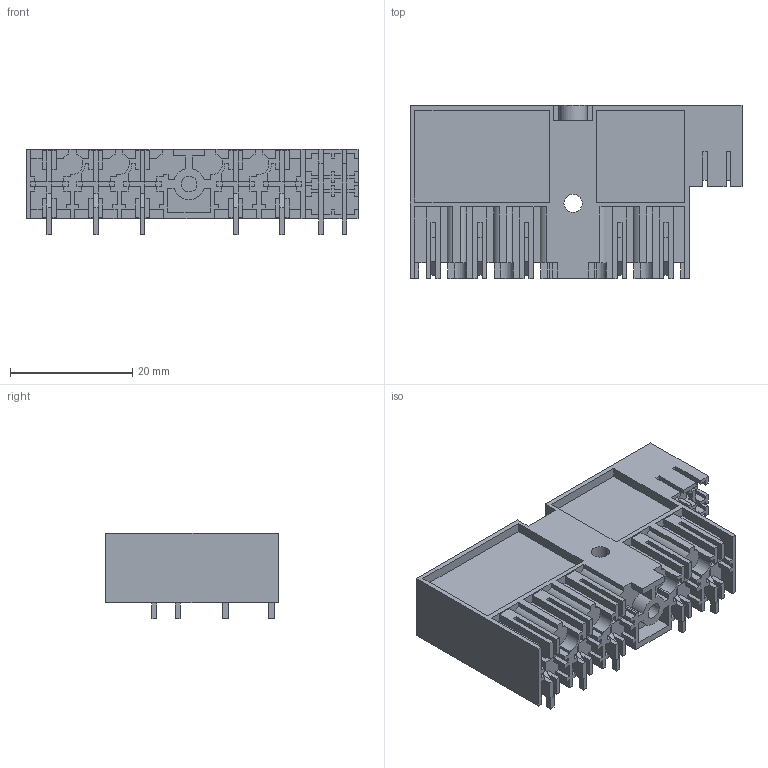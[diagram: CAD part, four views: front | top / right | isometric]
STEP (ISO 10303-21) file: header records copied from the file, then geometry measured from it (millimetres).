
FILE_DESCRIPTION(('CATIA V5 STEP Exchange','CAx-IF Rec.Pracs.--- Model Styling and Organization---1.5--- 2016-08-15','CAx-IF Rec.Pracs.---Supplemental Geometry---1.0---2011-11-01','CAx-IF Rec.Pracs.--- Composite Materials ---1.1---2010-07-15'),'2;1');
FILE_NAME ('455186-1_3', '2024-10-16T12:47:30+00:00', ('none'), ('Weidmueller'), 'CATIA Version 5-6 Release 2022 SP4 HF5', 'CATIA V5 STEP AP214 v3', 'none');
FILE_SCHEMA(('AUTOMOTIVE_DESIGN { 1 0 10303 214 1 1 1 1 }'));
Length unit declared in the file: millimetre
Products named in the file (1): 2529510000
Bounding box: 54.31 x 28.3 x 14 mm (x, y, z)
Volume: 8375.4 mm3; surface area: 11288.1 mm2
Topology: 1 solids, 1 shells, 845 faces, 2477 edges, 1644 vertices
Faces by surface type: plane 802, cylinder 35, cone 8
Entity records: 26328 total; most frequent: ORIENTED_EDGE 4954, CARTESIAN_POINT 4700, DIRECTION 3388, EDGE_CURVE 2477, VECTOR 2359, LINE 2359, VERTEX_POINT 1644, EDGE_LOOP 875
